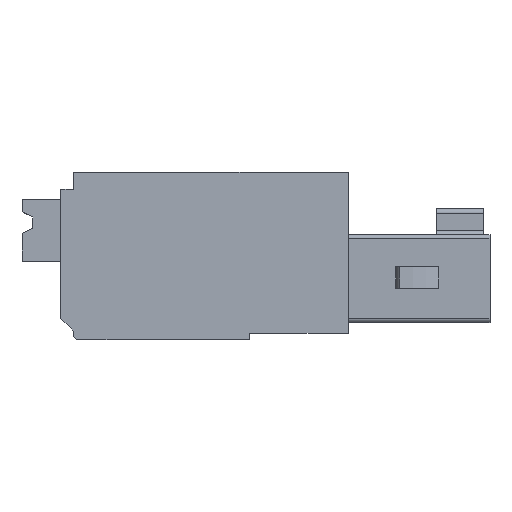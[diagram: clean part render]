
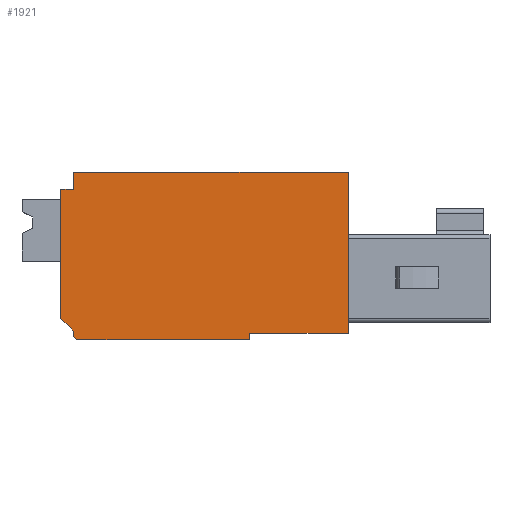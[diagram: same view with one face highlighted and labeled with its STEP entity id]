
A CAD part, left-side view. The second image highlights one B-rep face of the part: STEP entity #1921.
In plain terms, the highlighted planar face has unit normal (-1, 0, 0).
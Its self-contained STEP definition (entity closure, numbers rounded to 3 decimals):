
#586 = EDGE_CURVE ( 'NONE', #5430, #19645, #5146, .T. ) ;
#1244 = DIRECTION ( 'NONE',  ( 1., 0., 0. ) ) ;
#1307 = VECTOR ( 'NONE', #7983, 1000. ) ;
#1921 = ADVANCED_FACE ( 'NONE', ( #15822 ), #15546, .F. ) ;
#1954 = DIRECTION ( 'NONE',  ( 0., 1., 0. ) ) ;
#2790 = ORIENTED_EDGE ( 'NONE', *, *, #5005, .T. ) ;
#3081 = DIRECTION ( 'NONE',  ( 0., -1., 0. ) ) ;
#4340 = VECTOR ( 'NONE', #1954, 1000. ) ;
#4464 = CARTESIAN_POINT ( 'NONE',  ( 0., 6.6, 0.3 ) ) ;
#5005 = EDGE_CURVE ( 'NONE', #25971, #17022, #26894, .T. ) ;
#5077 = CARTESIAN_POINT ( 'NONE',  ( 0., 19.4, 7.8 ) ) ;
#5146 = LINE ( 'NONE', #13528, #21466 ) ;
#5223 = ORIENTED_EDGE ( 'NONE', *, *, #7535, .T. ) ;
#5302 = ORIENTED_EDGE ( 'NONE', *, *, #26709, .T. ) ;
#5355 = LINE ( 'NONE', #5875, #24283 ) ;
#5430 = VERTEX_POINT ( 'NONE', #8672 ) ;
#5528 = AXIS2_PLACEMENT_3D ( 'NONE', #21854, #6844, #13473 ) ;
#5686 = DIRECTION ( 'NONE',  ( 0., 0., 1. ) ) ;
#5752 = DIRECTION ( 'NONE',  ( 0., 0., 1. ) ) ;
#5875 = CARTESIAN_POINT ( 'NONE',  ( 0., 20., 7.8 ) ) ;
#5928 = VECTOR ( 'NONE', #5686, 1000. ) ;
#6397 = CARTESIAN_POINT ( 'NONE',  ( 0., 19.15, 0. ) ) ;
#6621 = EDGE_CURVE ( 'NONE', #16323, #24077, #20497, .T. ) ;
#6844 = DIRECTION ( 'NONE',  ( -1., 0., 0. ) ) ;
#6901 = EDGE_CURVE ( 'NONE', #24760, #22087, #5355, .T. ) ;
#7038 = DIRECTION ( 'NONE',  ( 0., 0., -1. ) ) ;
#7535 = EDGE_CURVE ( 'NONE', #11875, #25971, #10084, .T. ) ;
#7722 = VECTOR ( 'NONE', #17076, 1000. ) ;
#7738 = LINE ( 'NONE', #20549, #27150 ) ;
#7983 = DIRECTION ( 'NONE',  ( 0., 0., -1. ) ) ;
#8672 = CARTESIAN_POINT ( 'NONE',  ( 0., 19.4, 0.4 ) ) ;
#8728 = EDGE_CURVE ( 'NONE', #17022, #24077, #19428, .T. ) ;
#8782 = EDGE_CURVE ( 'NONE', #25211, #11875, #13776, .T. ) ;
#9946 = CARTESIAN_POINT ( 'NONE',  ( 0., 11.2, 0. ) ) ;
#10041 = CARTESIAN_POINT ( 'NONE',  ( 0., 20., 7.8 ) ) ;
#10084 = LINE ( 'NONE', #9946, #5928 ) ;
#10583 = VECTOR ( 'NONE', #16038, 1000. ) ;
#10788 = ORIENTED_EDGE ( 'NONE', *, *, #6901, .F. ) ;
#10832 = CARTESIAN_POINT ( 'NONE',  ( 0., 20., 1. ) ) ;
#11269 = ORIENTED_EDGE ( 'NONE', *, *, #21556, .T. ) ;
#11606 = CARTESIAN_POINT ( 'NONE',  ( 0., 6.6, 0.3 ) ) ;
#11875 = VERTEX_POINT ( 'NONE', #25365 ) ;
#11901 = EDGE_CURVE ( 'NONE', #16323, #16823, #25289, .T. ) ;
#11902 = ORIENTED_EDGE ( 'NONE', *, *, #8782, .T. ) ;
#12890 = VECTOR ( 'NONE', #3081, 1000. ) ;
#13473 = DIRECTION ( 'NONE',  ( 0., 0., 1. ) ) ;
#13528 = CARTESIAN_POINT ( 'NONE',  ( 0., 19.4, 0.4 ) ) ;
#13776 = LINE ( 'NONE', #24478, #18738 ) ;
#14206 = ORIENTED_EDGE ( 'NONE', *, *, #15005, .T. ) ;
#14458 = LINE ( 'NONE', #22825, #4340 ) ;
#14673 = CARTESIAN_POINT ( 'NONE',  ( 0., 19.4, 7. ) ) ;
#15005 = EDGE_CURVE ( 'NONE', #16823, #22087, #14458, .T. ) ;
#15210 = CARTESIAN_POINT ( 'NONE',  ( 0., 11.2, 0.3 ) ) ;
#15546 = PLANE ( 'NONE',  #20277 ) ;
#15597 = CARTESIAN_POINT ( 'NONE',  ( 0., 6.6, 7.8 ) ) ;
#15822 = FACE_OUTER_BOUND ( 'NONE', #27117, .T. ) ;
#15836 = DIRECTION ( 'NONE',  ( 0., -1., 0. ) ) ;
#16038 = DIRECTION ( 'NONE',  ( 0., -1., 0. ) ) ;
#16073 = CIRCLE ( 'NONE', #5528, 0.25 ) ;
#16202 = CARTESIAN_POINT ( 'NONE',  ( 0., 20., 7. ) ) ;
#16323 = VERTEX_POINT ( 'NONE', #5077 ) ;
#16661 = ORIENTED_EDGE ( 'NONE', *, *, #8728, .T. ) ;
#16823 = VERTEX_POINT ( 'NONE', #14673 ) ;
#17022 = VERTEX_POINT ( 'NONE', #11606 ) ;
#17076 = DIRECTION ( 'NONE',  ( 0., 0., 1. ) ) ;
#17092 = ORIENTED_EDGE ( 'NONE', *, *, #586, .T. ) ;
#18738 = VECTOR ( 'NONE', #15836, 1000. ) ;
#19428 = LINE ( 'NONE', #4464, #7722 ) ;
#19645 = VERTEX_POINT ( 'NONE', #25245 ) ;
#19807 = CARTESIAN_POINT ( 'NONE',  ( 0., 20., 7.8 ) ) ;
#20277 = AXIS2_PLACEMENT_3D ( 'NONE', #19807, #1244, #26547 ) ;
#20497 = LINE ( 'NONE', #10041, #12890 ) ;
#20549 = CARTESIAN_POINT ( 'NONE',  ( 0., 20., 1. ) ) ;
#21466 = VECTOR ( 'NONE', #7038, 1000. ) ;
#21556 = EDGE_CURVE ( 'NONE', #19645, #25211, #16073, .T. ) ;
#21854 = CARTESIAN_POINT ( 'NONE',  ( 0., 19.15, 0.25 ) ) ;
#21922 = ORIENTED_EDGE ( 'NONE', *, *, #11901, .T. ) ;
#22087 = VERTEX_POINT ( 'NONE', #16202 ) ;
#22618 = CARTESIAN_POINT ( 'NONE',  ( 0., 11.2, 0.3 ) ) ;
#22825 = CARTESIAN_POINT ( 'NONE',  ( 0., 19.4, 7. ) ) ;
#24077 = VERTEX_POINT ( 'NONE', #15597 ) ;
#24283 = VECTOR ( 'NONE', #5752, 1000. ) ;
#24478 = CARTESIAN_POINT ( 'NONE',  ( 0., 20., 0. ) ) ;
#24760 = VERTEX_POINT ( 'NONE', #10832 ) ;
#25062 = DIRECTION ( 'NONE',  ( 0., -0.707, -0.707 ) ) ;
#25211 = VERTEX_POINT ( 'NONE', #6397 ) ;
#25245 = CARTESIAN_POINT ( 'NONE',  ( 0., 19.4, 0.25 ) ) ;
#25289 = LINE ( 'NONE', #26974, #1307 ) ;
#25365 = CARTESIAN_POINT ( 'NONE',  ( 0., 11.2, 0. ) ) ;
#25971 = VERTEX_POINT ( 'NONE', #15210 ) ;
#26547 = DIRECTION ( 'NONE',  ( 0., 0., -1. ) ) ;
#26709 = EDGE_CURVE ( 'NONE', #24760, #5430, #7738, .T. ) ;
#26894 = LINE ( 'NONE', #22618, #10583 ) ;
#26974 = CARTESIAN_POINT ( 'NONE',  ( 0., 19.4, 7.8 ) ) ;
#26988 = ORIENTED_EDGE ( 'NONE', *, *, #6621, .F. ) ;
#27117 = EDGE_LOOP ( 'NONE', ( #16661, #26988, #21922, #14206, #10788, #5302, #17092, #11269, #11902, #5223, #2790 ) ) ;
#27150 = VECTOR ( 'NONE', #25062, 1000. ) ;
